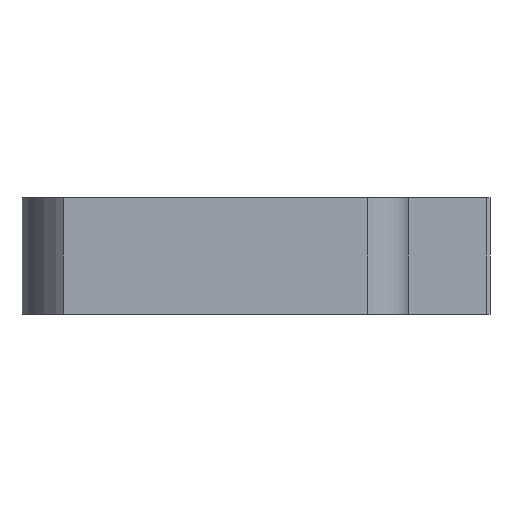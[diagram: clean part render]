
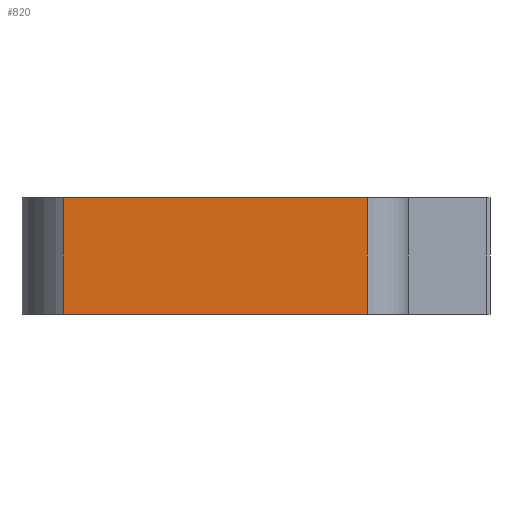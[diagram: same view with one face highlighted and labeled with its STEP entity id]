
A CAD part, front view. The second image highlights one B-rep face of the part: STEP entity #820.
In plain terms, the highlighted planar face has unit normal (0, -1, 0).
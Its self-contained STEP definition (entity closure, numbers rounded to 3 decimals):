
#22 = LINE ( 'NONE', #647, #337 ) ;
#52 = LINE ( 'NONE', #707, #1462 ) ;
#101 = EDGE_LOOP ( 'NONE', ( #252, #441, #229, #284 ) ) ;
#183 = CARTESIAN_POINT ( 'NONE',  ( 5.873, -1.19, 3. ) ) ;
#220 = AXIS2_PLACEMENT_3D ( 'NONE', #858, #1007, #481 ) ;
#227 = PLANE ( 'NONE',  #220 ) ;
#229 = ORIENTED_EDGE ( 'NONE', *, *, #1385, .F. ) ;
#252 = ORIENTED_EDGE ( 'NONE', *, *, #1443, .T. ) ;
#263 = LINE ( 'NONE', #1447, #1121 ) ;
#284 = ORIENTED_EDGE ( 'NONE', *, *, #366, .T. ) ;
#337 = VECTOR ( 'NONE', #897, 1000. ) ;
#343 = VERTEX_POINT ( 'NONE', #183 ) ;
#366 = EDGE_CURVE ( 'NONE', #635, #1161, #592, .T. ) ;
#382 = CARTESIAN_POINT ( 'NONE',  ( 5.873, -1.19, 0. ) ) ;
#441 = ORIENTED_EDGE ( 'NONE', *, *, #573, .F. ) ;
#481 = DIRECTION ( 'NONE',  ( 0., 0., 1. ) ) ;
#516 = CARTESIAN_POINT ( 'NONE',  ( -1.955, -1.19, 3. ) ) ;
#542 = DIRECTION ( 'NONE',  ( 0., 0., -1. ) ) ;
#573 = EDGE_CURVE ( 'NONE', #343, #1023, #263, .T. ) ;
#592 = LINE ( 'NONE', #516, #903 ) ;
#635 = VERTEX_POINT ( 'NONE', #1497 ) ;
#647 = CARTESIAN_POINT ( 'NONE',  ( -1.955, -1.19, 3. ) ) ;
#707 = CARTESIAN_POINT ( 'NONE',  ( -1.955, -1.19, 0. ) ) ;
#714 = DIRECTION ( 'NONE',  ( 1., 0., 0. ) ) ;
#735 = FACE_OUTER_BOUND ( 'NONE', #101, .T. ) ;
#820 = ADVANCED_FACE ( 'NONE', ( #735 ), #227, .F. ) ;
#858 = CARTESIAN_POINT ( 'NONE',  ( -1.955, -1.19, 3. ) ) ;
#897 = DIRECTION ( 'NONE',  ( 1., 0., 0. ) ) ;
#903 = VECTOR ( 'NONE', #1274, 1000. ) ;
#1007 = DIRECTION ( 'NONE',  ( 0., 1., 0. ) ) ;
#1023 = VERTEX_POINT ( 'NONE', #382 ) ;
#1121 = VECTOR ( 'NONE', #542, 1000. ) ;
#1161 = VERTEX_POINT ( 'NONE', #1387 ) ;
#1274 = DIRECTION ( 'NONE',  ( 0., 0., -1. ) ) ;
#1385 = EDGE_CURVE ( 'NONE', #635, #343, #22, .T. ) ;
#1387 = CARTESIAN_POINT ( 'NONE',  ( -1.955, -1.19, 0. ) ) ;
#1443 = EDGE_CURVE ( 'NONE', #1161, #1023, #52, .T. ) ;
#1447 = CARTESIAN_POINT ( 'NONE',  ( 5.873, -1.19, 3. ) ) ;
#1462 = VECTOR ( 'NONE', #714, 1000. ) ;
#1497 = CARTESIAN_POINT ( 'NONE',  ( -1.955, -1.19, 3. ) ) ;
